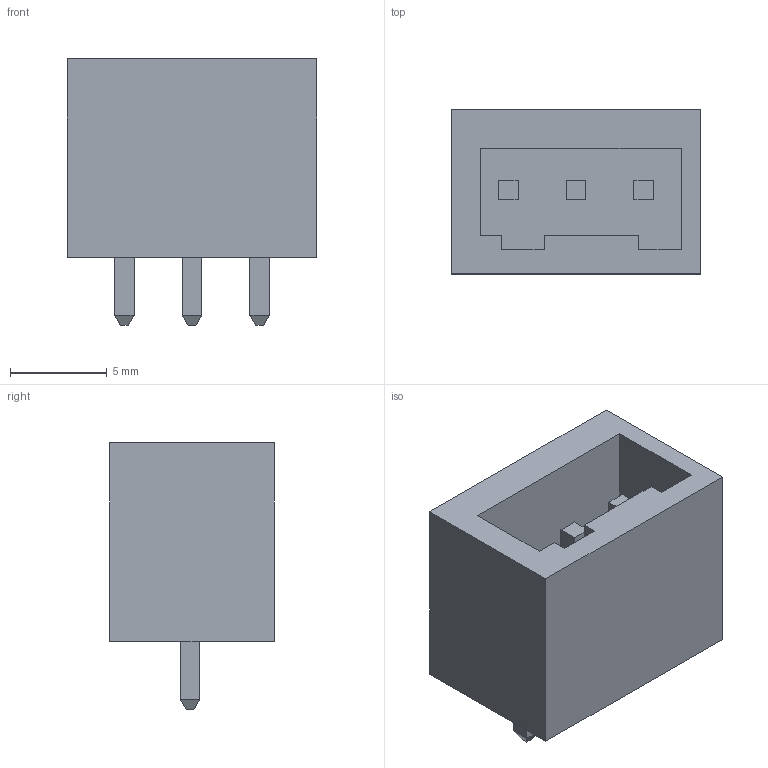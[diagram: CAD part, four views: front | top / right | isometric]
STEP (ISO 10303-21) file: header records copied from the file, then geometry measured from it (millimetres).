
FILE_DESCRIPTION (( 'STEP AP214' ), '1' );
FILE_NAME ('8EDGVC-3.5-03P.STEP', '2021-11-30T04:18:55', ( '' ), ( '' ), 'SwSTEP 2.0', 'SolidWorks 2019', '' );
FILE_SCHEMA (( 'AUTOMOTIVE_DESIGN' ));
Length unit declared in the file: millimetre
Products named in the file (1): 8EDGVC-3.5-03P
Bounding box: 12.9 x 8.5 x 13.8 mm (x, y, z)
Volume: 722.3 mm3; surface area: 1089.1 mm2
Topology: 4 solids, 4 shells, 47 faces, 102 edges, 64 vertices
Faces by surface type: plane 47
Entity records: 1631 total; most frequent: CARTESIAN_POINT 214, ORIENTED_EDGE 204, DIRECTION 198, EDGE_CURVE 102, VECTOR 102, LINE 102, VERTEX_POINT 64, EDGE_LOOP 48
